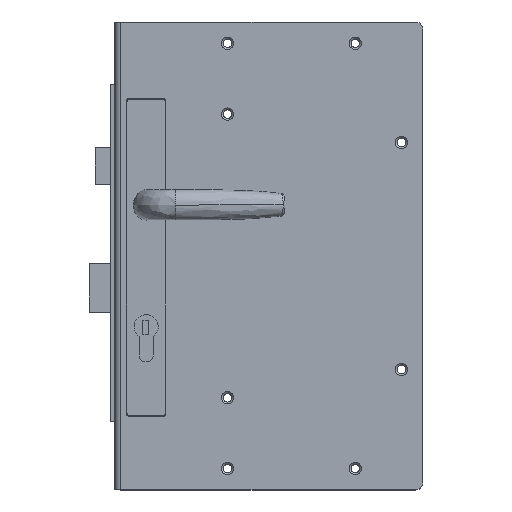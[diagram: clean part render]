
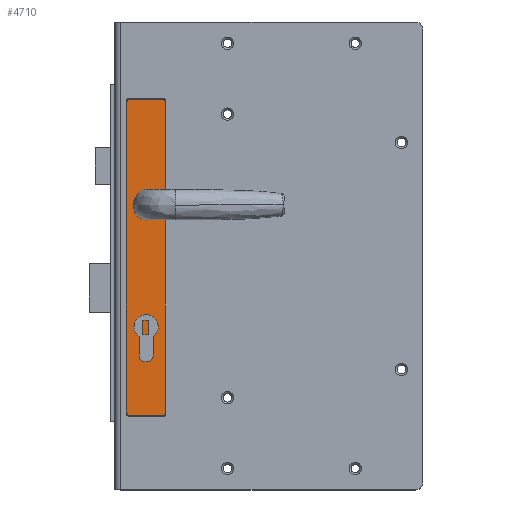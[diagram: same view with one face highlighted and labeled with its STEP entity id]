
A CAD part, top view. The second image highlights one B-rep face of the part: STEP entity #4710.
In plain terms, the highlighted planar face has unit normal (0, 0, 1).
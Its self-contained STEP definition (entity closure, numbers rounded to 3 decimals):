
#44 = DIRECTION ( 'NONE',  ( 1., 0., 0. ) ) ;
#212 = DIRECTION ( 'NONE',  ( 0., 0., 1. ) ) ;
#327 =( BOUNDED_CURVE ( )  B_SPLINE_CURVE ( 3, ( #2982, #1627, #783, #8622 ),
 .UNSPECIFIED., .F., .F. ) 
 B_SPLINE_CURVE_WITH_KNOTS ( ( 4, 4 ),
 ( 3.142, 6.283 ),
 .UNSPECIFIED. ) 
 CURVE ( )  GEOMETRIC_REPRESENTATION_ITEM ( )  RATIONAL_B_SPLINE_CURVE ( ( 1., 0.333, 0.333, 1. ) ) 
 REPRESENTATION_ITEM ( '' )  );
#337 = ORIENTED_EDGE ( 'NONE', *, *, #5100, .T. ) ;
#415 = PLANE ( 'NONE',  #5226 ) ;
#606 = LINE ( 'NONE', #6335, #1953 ) ;
#783 = CARTESIAN_POINT ( 'NONE',  ( 18., 10.657, 0. ) ) ;
#808 = CARTESIAN_POINT ( 'NONE',  ( 12., 73., 0. ) ) ;
#849 = ORIENTED_EDGE ( 'NONE', *, *, #1279, .T. ) ;
#951 = EDGE_CURVE ( 'NONE', #4266, #5202, #4623, .T. ) ;
#993 = VERTEX_POINT ( 'NONE', #3767 ) ;
#1189 = ORIENTED_EDGE ( 'NONE', *, *, #8005, .T. ) ;
#1260 = ORIENTED_EDGE ( 'NONE', *, *, #1466, .T. ) ;
#1279 = EDGE_CURVE ( 'NONE', #4454, #4316, #606, .T. ) ;
#1287 = CIRCLE ( 'NONE', #1874, 1.5 ) ;
#1312 = VERTEX_POINT ( 'NONE', #5177 ) ;
#1358 = CARTESIAN_POINT ( 'NONE',  ( 13.5, 0., 0. ) ) ;
#1466 = EDGE_CURVE ( 'NONE', #4316, #1558, #8800, .T. ) ;
#1472 = CARTESIAN_POINT ( 'NONE',  ( 0., 10.657, 0. ) ) ;
#1558 = VERTEX_POINT ( 'NONE', #7349 ) ;
#1627 = CARTESIAN_POINT ( 'NONE',  ( 18., -10.657, 0. ) ) ;
#1649 = AXIS2_PLACEMENT_3D ( 'NONE', #2106, #6430, #4340 ) ;
#1721 = DIRECTION ( 'NONE',  ( 1., 0., 0. ) ) ;
#1766 = EDGE_CURVE ( 'NONE', #5202, #4266, #6253, .T. ) ;
#1872 = CARTESIAN_POINT ( 'NONE',  ( -5., -105.8, 0. ) ) ;
#1874 = AXIS2_PLACEMENT_3D ( 'NONE', #808, #212, #5054 ) ;
#1953 = VECTOR ( 'NONE', #9169, 1000. ) ;
#1981 = VERTEX_POINT ( 'NONE', #1472 ) ;
#2106 = CARTESIAN_POINT ( 'NONE',  ( 0., -105.8, 0. ) ) ;
#2144 = CARTESIAN_POINT ( 'NONE',  ( 0., -148.5, 0. ) ) ;
#2289 = CARTESIAN_POINT ( 'NONE',  ( 0., -105.8, 0. ) ) ;
#2355 = ORIENTED_EDGE ( 'NONE', *, *, #951, .F. ) ;
#2543 = CARTESIAN_POINT ( 'NONE',  ( 0., 74.5, 0. ) ) ;
#2586 = CARTESIAN_POINT ( 'NONE',  ( -18., -10.657, 0. ) ) ;
#2657 = CARTESIAN_POINT ( 'NONE',  ( 12., 74.5, 0. ) ) ;
#2843 = CIRCLE ( 'NONE', #6125, 1.5 ) ;
#2982 = CARTESIAN_POINT ( 'NONE',  ( 0., -10.657, 0. ) ) ;
#3143 = ORIENTED_EDGE ( 'NONE', *, *, #4419, .T. ) ;
#3158 = DIRECTION ( 'NONE',  ( 0., 0., 1. ) ) ;
#3220 = EDGE_LOOP ( 'NONE', ( #5690, #2355 ) ) ;
#3256 = CARTESIAN_POINT ( 'NONE',  ( 0., 0., 0. ) ) ;
#3277 = CARTESIAN_POINT ( 'NONE',  ( -18., 10.657, 0. ) ) ;
#3327 = VERTEX_POINT ( 'NONE', #2657 ) ;
#3413 = EDGE_LOOP ( 'NONE', ( #6727, #4595 ) ) ;
#3569 = CARTESIAN_POINT ( 'NONE',  ( 13.5, 73., 0. ) ) ;
#3669 = VECTOR ( 'NONE', #7034, 1000. ) ;
#3767 = CARTESIAN_POINT ( 'NONE',  ( -12., 74.5, 0. ) ) ;
#3940 = DIRECTION ( 'NONE',  ( 1., 0., 0. ) ) ;
#3953 = FACE_BOUND ( 'NONE', #3220, .T. ) ;
#4103 = AXIS2_PLACEMENT_3D ( 'NONE', #8660, #7254, #4456 ) ;
#4266 = VERTEX_POINT ( 'NONE', #1872 ) ;
#4316 = VERTEX_POINT ( 'NONE', #6992 ) ;
#4340 = DIRECTION ( 'NONE',  ( 1., 0., 0. ) ) ;
#4419 = EDGE_CURVE ( 'NONE', #1312, #6228, #7610, .T. ) ;
#4454 = VERTEX_POINT ( 'NONE', #7829 ) ;
#4456 = DIRECTION ( 'NONE',  ( 1., 0., 0. ) ) ;
#4470 = DIRECTION ( 'NONE',  ( 0., 0., 1. ) ) ;
#4530 = VERTEX_POINT ( 'NONE', #8673 ) ;
#4595 = ORIENTED_EDGE ( 'NONE', *, *, #8773, .F. ) ;
#4623 = CIRCLE ( 'NONE', #1649, 5. ) ;
#4710 = ADVANCED_FACE ( 'NONE', ( #5322, #8944, #3953 ), #415, .T. ) ;
#5034 = DIRECTION ( 'NONE',  ( 0., 0., 1. ) ) ;
#5043 = ORIENTED_EDGE ( 'NONE', *, *, #5437, .T. ) ;
#5054 = DIRECTION ( 'NONE',  ( 1., 0., 0. ) ) ;
#5100 = EDGE_CURVE ( 'NONE', #993, #4454, #2843, .T. ) ;
#5177 = CARTESIAN_POINT ( 'NONE',  ( 13.5, -147., 0. ) ) ;
#5202 = VERTEX_POINT ( 'NONE', #5542 ) ;
#5226 = AXIS2_PLACEMENT_3D ( 'NONE', #3256, #8248, #1721 ) ;
#5322 = FACE_OUTER_BOUND ( 'NONE', #8298, .T. ) ;
#5335 = VERTEX_POINT ( 'NONE', #5800 ) ;
#5437 = EDGE_CURVE ( 'NONE', #1558, #5335, #6300, .T. ) ;
#5542 = CARTESIAN_POINT ( 'NONE',  ( 5., -105.8, 0. ) ) ;
#5690 = ORIENTED_EDGE ( 'NONE', *, *, #1766, .F. ) ;
#5800 = CARTESIAN_POINT ( 'NONE',  ( 12., -148.5, 0. ) ) ;
#5874 = CARTESIAN_POINT ( 'NONE',  ( -12., -147., 0. ) ) ;
#5993 = CARTESIAN_POINT ( 'NONE',  ( 0., -10.657, 0. ) ) ;
#6050 = CARTESIAN_POINT ( 'NONE',  ( -12., 73., 0. ) ) ;
#6125 = AXIS2_PLACEMENT_3D ( 'NONE', #6050, #3158, #3940 ) ;
#6132 = LINE ( 'NONE', #2543, #8916 ) ;
#6228 = VERTEX_POINT ( 'NONE', #3569 ) ;
#6253 = CIRCLE ( 'NONE', #7588, 5. ) ;
#6259 = EDGE_CURVE ( 'NONE', #5335, #1312, #9156, .T. ) ;
#6300 = LINE ( 'NONE', #2144, #7006 ) ;
#6335 = CARTESIAN_POINT ( 'NONE',  ( -13.5, 0., 0. ) ) ;
#6430 = DIRECTION ( 'NONE',  ( 0., 0., 1. ) ) ;
#6558 = AXIS2_PLACEMENT_3D ( 'NONE', #5874, #4470, #44 ) ;
#6727 = ORIENTED_EDGE ( 'NONE', *, *, #8059, .F. ) ;
#6992 = CARTESIAN_POINT ( 'NONE',  ( -13.5, -147., 0. ) ) ;
#7006 = VECTOR ( 'NONE', #9133, 1000. ) ;
#7025 = EDGE_CURVE ( 'NONE', #6228, #3327, #1287, .T. ) ;
#7034 = DIRECTION ( 'NONE',  ( 0., 1., 0. ) ) ;
#7254 = DIRECTION ( 'NONE',  ( 0., 0., 1. ) ) ;
#7286 = ORIENTED_EDGE ( 'NONE', *, *, #6259, .T. ) ;
#7349 = CARTESIAN_POINT ( 'NONE',  ( -12., -148.5, 0. ) ) ;
#7478 = ORIENTED_EDGE ( 'NONE', *, *, #7025, .T. ) ;
#7500 =( BOUNDED_CURVE ( )  B_SPLINE_CURVE ( 3, ( #9003, #3277, #2586, #5993 ),
 .UNSPECIFIED., .F., .F. ) 
 B_SPLINE_CURVE_WITH_KNOTS ( ( 4, 4 ),
 ( 0., 3.142 ),
 .UNSPECIFIED. ) 
 CURVE ( )  GEOMETRIC_REPRESENTATION_ITEM ( )  RATIONAL_B_SPLINE_CURVE ( ( 1., 0.333, 0.333, 1. ) ) 
 REPRESENTATION_ITEM ( '' )  );
#7588 = AXIS2_PLACEMENT_3D ( 'NONE', #2289, #5034, #7925 ) ;
#7610 = LINE ( 'NONE', #1358, #3669 ) ;
#7829 = CARTESIAN_POINT ( 'NONE',  ( -13.5, 73., 0. ) ) ;
#7925 = DIRECTION ( 'NONE',  ( 1., 0., 0. ) ) ;
#8005 = EDGE_CURVE ( 'NONE', #3327, #993, #6132, .T. ) ;
#8059 = EDGE_CURVE ( 'NONE', #1981, #4530, #7500, .T. ) ;
#8135 = DIRECTION ( 'NONE',  ( -1., 0., 0. ) ) ;
#8248 = DIRECTION ( 'NONE',  ( 0., 0., 1. ) ) ;
#8298 = EDGE_LOOP ( 'NONE', ( #5043, #7286, #3143, #7478, #1189, #337, #849, #1260 ) ) ;
#8622 = CARTESIAN_POINT ( 'NONE',  ( 0., 10.657, 0. ) ) ;
#8660 = CARTESIAN_POINT ( 'NONE',  ( 12., -147., 0. ) ) ;
#8673 = CARTESIAN_POINT ( 'NONE',  ( 0., -10.657, 0. ) ) ;
#8773 = EDGE_CURVE ( 'NONE', #4530, #1981, #327, .T. ) ;
#8800 = CIRCLE ( 'NONE', #6558, 1.5 ) ;
#8916 = VECTOR ( 'NONE', #8135, 1000. ) ;
#8944 = FACE_BOUND ( 'NONE', #3413, .T. ) ;
#9003 = CARTESIAN_POINT ( 'NONE',  ( 0., 10.657, 0. ) ) ;
#9133 = DIRECTION ( 'NONE',  ( 1., 0., 0. ) ) ;
#9156 = CIRCLE ( 'NONE', #4103, 1.5 ) ;
#9169 = DIRECTION ( 'NONE',  ( 0., -1., 0. ) ) ;
